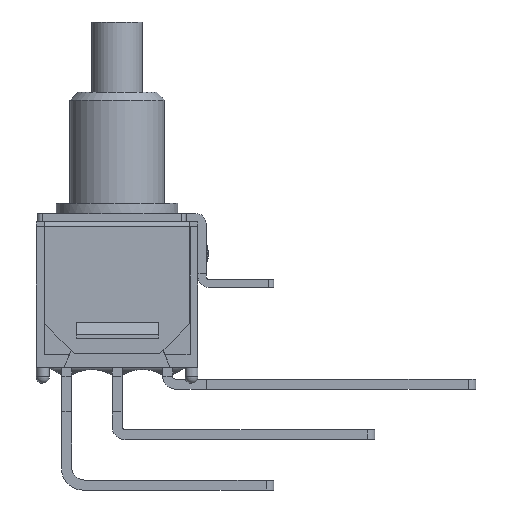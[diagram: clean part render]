
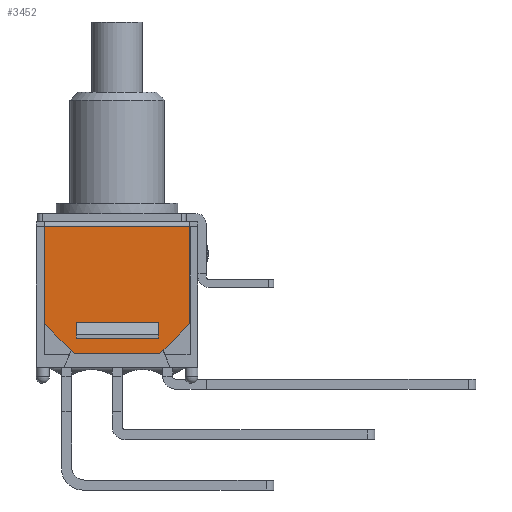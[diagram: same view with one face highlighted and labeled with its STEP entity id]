
A CAD part, front view. The second image highlights one B-rep face of the part: STEP entity #3452.
In plain terms, the highlighted planar face has unit normal (0, -1, 0).
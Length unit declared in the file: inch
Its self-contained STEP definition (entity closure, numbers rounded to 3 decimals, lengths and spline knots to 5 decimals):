
#35=FACE_BOUND('',#383,.T.);
#192=FACE_OUTER_BOUND('',#382,.T.);
#382=EDGE_LOOP('',(#2783,#2784,#2785,#2786,#2787,#2788));
#383=EDGE_LOOP('',(#2789,#2790,#2791,#2792,#2793,#2794));
#765=LINE('',#5508,#1170);
#793=LINE('',#5569,#1198);
#794=LINE('',#5573,#1199);
#795=LINE('',#5575,#1200);
#796=LINE('',#5577,#1201);
#797=LINE('',#5579,#1202);
#798=LINE('',#5580,#1203);
#799=LINE('',#5582,#1204);
#800=LINE('',#5584,#1205);
#801=LINE('',#5586,#1206);
#802=LINE('',#5588,#1207);
#803=LINE('',#5589,#1208);
#1170=VECTOR('',#4377,0.3937);
#1198=VECTOR('',#4427,0.3937);
#1199=VECTOR('',#4432,0.3937);
#1200=VECTOR('',#4433,0.3937);
#1201=VECTOR('',#4434,0.3937);
#1202=VECTOR('',#4435,0.3937);
#1203=VECTOR('',#4436,0.3937);
#1204=VECTOR('',#4437,0.3937);
#1205=VECTOR('',#4438,0.3937);
#1206=VECTOR('',#4439,0.3937);
#1207=VECTOR('',#4440,0.3937);
#1208=VECTOR('',#4441,0.3937);
#1551=VERTEX_POINT('',#5504);
#1553=VERTEX_POINT('',#5507);
#1574=VERTEX_POINT('',#5566);
#1575=VERTEX_POINT('',#5568);
#1576=VERTEX_POINT('',#5572);
#1577=VERTEX_POINT('',#5574);
#1578=VERTEX_POINT('',#5576);
#1579=VERTEX_POINT('',#5578);
#1580=VERTEX_POINT('',#5581);
#1581=VERTEX_POINT('',#5583);
#1582=VERTEX_POINT('',#5585);
#1583=VERTEX_POINT('',#5587);
#1973=EDGE_CURVE('',#1553,#1551,#765,.T.);
#2002=EDGE_CURVE('',#1574,#1575,#793,.T.);
#2004=EDGE_CURVE('',#1574,#1576,#794,.T.);
#2005=EDGE_CURVE('',#1576,#1577,#795,.T.);
#2006=EDGE_CURVE('',#1578,#1577,#796,.T.);
#2007=EDGE_CURVE('',#1578,#1579,#797,.T.);
#2008=EDGE_CURVE('',#1579,#1575,#798,.T.);
#2009=EDGE_CURVE('',#1580,#1551,#799,.T.);
#2010=EDGE_CURVE('',#1581,#1580,#800,.T.);
#2011=EDGE_CURVE('',#1582,#1581,#801,.T.);
#2012=EDGE_CURVE('',#1582,#1583,#802,.T.);
#2013=EDGE_CURVE('',#1583,#1553,#803,.T.);
#2783=ORIENTED_EDGE('',*,*,#2002,.F.);
#2784=ORIENTED_EDGE('',*,*,#2004,.T.);
#2785=ORIENTED_EDGE('',*,*,#2005,.T.);
#2786=ORIENTED_EDGE('',*,*,#2006,.F.);
#2787=ORIENTED_EDGE('',*,*,#2007,.T.);
#2788=ORIENTED_EDGE('',*,*,#2008,.T.);
#2789=ORIENTED_EDGE('',*,*,#1973,.T.);
#2790=ORIENTED_EDGE('',*,*,#2009,.F.);
#2791=ORIENTED_EDGE('',*,*,#2010,.F.);
#2792=ORIENTED_EDGE('',*,*,#2011,.F.);
#2793=ORIENTED_EDGE('',*,*,#2012,.T.);
#2794=ORIENTED_EDGE('',*,*,#2013,.T.);
#3276=PLANE('',#3726);
#3452=ADVANCED_FACE('',(#192,#35),#3276,.T.);
#3726=AXIS2_PLACEMENT_3D('',#5571,#4430,#4431);
#4377=DIRECTION('',(0.,0.,-1.));
#4427=DIRECTION('',(1.,0.,0.));
#4430=DIRECTION('center_axis',(0.,-1.,0.));
#4431=DIRECTION('ref_axis',(0.,0.,
1.));
#4432=DIRECTION('',(0.,0.,-1.));
#4433=DIRECTION('',(0.707,0.,-0.707));
#4434=DIRECTION('',(-1.,0.,0.));
#4435=DIRECTION('',(0.707,0.,0.707));
#4436=DIRECTION('',(0.,0.,1.));
#4437=DIRECTION('',(0.,0.,1.));
#4438=DIRECTION('',(1.,0.,0.));
#4439=DIRECTION('',(0.,0.,-1.));
#4440=DIRECTION('',(0.,0.,1.));
#4441=DIRECTION('',(1.,0.,0.));
#5504=CARTESIAN_POINT('',(0.0813,-0.1,0.06443));
#5507=CARTESIAN_POINT('',(0.0813,-0.1,0.08976));
#5508=CARTESIAN_POINT('',(0.0813,-0.1,0.05866));
#5566=CARTESIAN_POINT('',(-0.1437,-0.1,0.27874));
#5568=CARTESIAN_POINT('',(0.1437,-0.1,0.27874));
#5569=CARTESIAN_POINT('',(0.08002,-0.1,0.27874));
#5571=CARTESIAN_POINT('Origin',(0.16004,-0.1,0.02756));
#5572=CARTESIAN_POINT('',(-0.1437,-0.1,0.08661));
#5573=CARTESIAN_POINT('',(-0.1437,-0.1,0.15315));
#5574=CARTESIAN_POINT('',(-0.08465,-0.1,0.02756));
#5575=CARTESIAN_POINT('',(-0.053,-0.1,-0.00408));
#5576=CARTESIAN_POINT('',(0.08465,-0.1,0.02756));
#5577=CARTESIAN_POINT('',(0.16004,-0.1,0.02756));
#5578=CARTESIAN_POINT('',(0.1437,-0.1,0.08661));
#5579=CARTESIAN_POINT('',(0.10349,-0.1,0.04641));
#5580=CARTESIAN_POINT('',(0.1437,-0.1,0.05709));
#5581=CARTESIAN_POINT('',(0.0813,-0.1,0.05827));
#5582=CARTESIAN_POINT('',(0.0813,-0.1,0.02913));
#5583=CARTESIAN_POINT('',(-0.0813,-0.1,0.05827));
#5584=CARTESIAN_POINT('',(0.03937,-0.1,0.05827));
#5585=CARTESIAN_POINT('',(-0.0813,-0.1,0.06443));
#5586=CARTESIAN_POINT('',(-0.0813,-0.1,0.04488));
#5587=CARTESIAN_POINT('',(-0.0813,-0.1,0.08976));
#5588=CARTESIAN_POINT('',(-0.0813,-0.1,0.04291));
#5589=CARTESIAN_POINT('',(0.03937,-0.1,0.08976));
